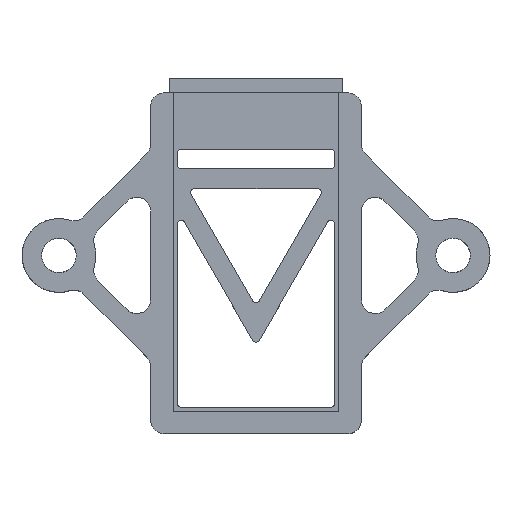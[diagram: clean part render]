
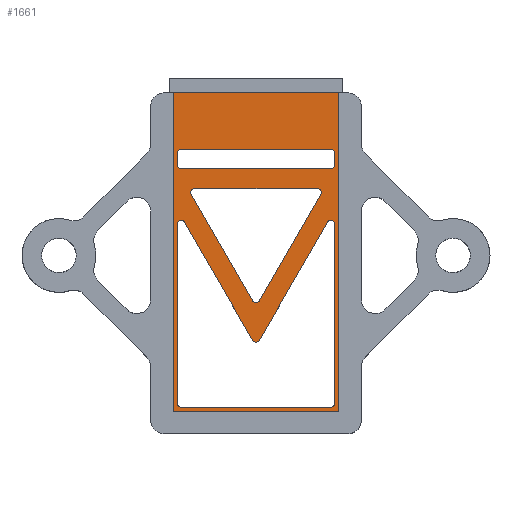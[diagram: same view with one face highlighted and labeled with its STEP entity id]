
A CAD part, top view. The second image highlights one B-rep face of the part: STEP entity #1661.
In plain terms, the highlighted planar face has unit normal (0, 0, 1).
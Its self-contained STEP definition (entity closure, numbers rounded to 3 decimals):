
#30=FACE_BOUND('',#283,.T.);
#31=FACE_BOUND('',#284,.T.);
#32=FACE_BOUND('',#285,.T.);
#105=PLANE('',#1828);
#187=FACE_OUTER_BOUND('',#282,.T.);
#282=EDGE_LOOP('',(#1477,#1478,#1479,#1480));
#283=EDGE_LOOP('',(#1481,#1482,#1483,#1484,#1485,#1486,#1487,#1488,#1489,
#1490));
#284=EDGE_LOOP('',(#1491,#1492,#1493,#1494,#1495,#1496));
#285=EDGE_LOOP('',(#1497,#1498,#1499,#1500,#1501,#1502,#1503,#1504));
#308=LINE('',#2372,#470);
#312=LINE('',#2385,#474);
#316=LINE('',#2397,#478);
#321=LINE('',#2412,#483);
#327=LINE('',#2427,#489);
#330=LINE('',#2439,#492);
#334=LINE('',#2451,#496);
#338=LINE('',#2463,#500);
#342=LINE('',#2475,#504);
#348=LINE('',#2490,#510);
#374=LINE('',#2602,#536);
#376=LINE('',#2608,#538);
#390=LINE('',#2650,#552);
#451=LINE('',#2803,#613);
#453=LINE('',#2807,#615);
#454=LINE('',#2809,#616);
#470=VECTOR('',#1872,10.);
#474=VECTOR('',#1884,10.);
#478=VECTOR('',#1896,10.);
#483=VECTOR('',#1909,10.);
#489=VECTOR('',#1923,10.);
#492=VECTOR('',#1934,10.);
#496=VECTOR('',#1946,10.);
#500=VECTOR('',#1958,10.);
#504=VECTOR('',#1970,10.);
#510=VECTOR('',#1984,10.);
#536=VECTOR('',#2080,10.);
#538=VECTOR('',#2088,10.);
#552=VECTOR('',#2134,10.);
#613=VECTOR('',#2301,10.);
#615=VECTOR('',#2305,10.);
#616=VECTOR('',#2308,10.);
#625=CIRCLE('',#1685,0.4);
#626=CIRCLE('',#1689,0.4);
#627=CIRCLE('',#1693,0.4);
#628=CIRCLE('',#1697,0.4);
#629=CIRCLE('',#1701,0.4);
#630=CIRCLE('',#1705,0.4);
#631=CIRCLE('',#1709,0.4);
#632=CIRCLE('',#1713,0.4);
#633=CIRCLE('',#1717,0.4);
#634=CIRCLE('',#1722,0.4);
#635=CIRCLE('',#1753,0.4);
#636=CIRCLE('',#1756,0.4);
#675=VERTEX_POINT('',#2369);
#676=VERTEX_POINT('',#2371);
#677=VERTEX_POINT('',#2375);
#678=VERTEX_POINT('',#2376);
#681=VERTEX_POINT('',#2384);
#683=VERTEX_POINT('',#2390);
#685=VERTEX_POINT('',#2396);
#687=VERTEX_POINT('',#2402);
#688=VERTEX_POINT('',#2403);
#691=VERTEX_POINT('',#2411);
#693=VERTEX_POINT('',#2417);
#694=VERTEX_POINT('',#2418);
#697=VERTEX_POINT('',#2429);
#698=VERTEX_POINT('',#2430);
#701=VERTEX_POINT('',#2438);
#703=VERTEX_POINT('',#2444);
#705=VERTEX_POINT('',#2450);
#707=VERTEX_POINT('',#2456);
#709=VERTEX_POINT('',#2462);
#711=VERTEX_POINT('',#2468);
#713=VERTEX_POINT('',#2474);
#715=VERTEX_POINT('',#2480);
#716=VERTEX_POINT('',#2481);
#720=VERTEX_POINT('',#2494);
#769=VERTEX_POINT('',#2598);
#770=VERTEX_POINT('',#2604);
#782=VERTEX_POINT('',#2649);
#822=VERTEX_POINT('',#2805);
#838=EDGE_CURVE('',#676,#675,#308,.T.);
#840=EDGE_CURVE('',#677,#678,#625,.T.);
#844=EDGE_CURVE('',#681,#678,#312,.T.);
#847=EDGE_CURVE('',#681,#683,#626,.T.);
#850=EDGE_CURVE('',#685,#683,#316,.T.);
#853=EDGE_CURVE('',#687,#688,#627,.T.);
#857=EDGE_CURVE('',#691,#688,#321,.T.);
#860=EDGE_CURVE('',#693,#694,#628,.T.);
#865=EDGE_CURVE('',#687,#694,#327,.T.);
#866=EDGE_CURVE('',#697,#698,#629,.T.);
#870=EDGE_CURVE('',#701,#698,#330,.T.);
#873=EDGE_CURVE('',#691,#703,#630,.T.);
#876=EDGE_CURVE('',#705,#703,#334,.T.);
#879=EDGE_CURVE('',#701,#707,#631,.T.);
#882=EDGE_CURVE('',#709,#707,#338,.T.);
#885=EDGE_CURVE('',#685,#711,#632,.T.);
#888=EDGE_CURVE('',#713,#711,#342,.T.);
#891=EDGE_CURVE('',#715,#716,#633,.T.);
#896=EDGE_CURVE('',#693,#716,#348,.T.);
#898=EDGE_CURVE('',#705,#720,#634,.T.);
#951=EDGE_CURVE('',#709,#769,#635,.T.);
#953=EDGE_CURVE('',#697,#769,#374,.T.);
#954=EDGE_CURVE('',#713,#770,#636,.T.);
#956=EDGE_CURVE('',#677,#770,#376,.T.);
#977=EDGE_CURVE('',#676,#782,#390,.T.);
#1057=EDGE_CURVE('',#715,#720,#451,.T.);
#1059=EDGE_CURVE('',#675,#822,#453,.F.);
#1060=EDGE_CURVE('',#822,#782,#454,.T.);
#1477=ORIENTED_EDGE('',*,*,#977,.F.);
#1478=ORIENTED_EDGE('',*,*,#838,.T.);
#1479=ORIENTED_EDGE('',*,*,#1059,.T.);
#1480=ORIENTED_EDGE('',*,*,#1060,.T.);
#1481=ORIENTED_EDGE('',*,*,#898,.F.);
#1482=ORIENTED_EDGE('',*,*,#876,.T.);
#1483=ORIENTED_EDGE('',*,*,#873,.F.);
#1484=ORIENTED_EDGE('',*,*,#857,.T.);
#1485=ORIENTED_EDGE('',*,*,#853,.F.);
#1486=ORIENTED_EDGE('',*,*,#865,.T.);
#1487=ORIENTED_EDGE('',*,*,#860,.F.);
#1488=ORIENTED_EDGE('',*,*,#896,.T.);
#1489=ORIENTED_EDGE('',*,*,#891,.F.);
#1490=ORIENTED_EDGE('',*,*,#1057,.T.);
#1491=ORIENTED_EDGE('',*,*,#882,.T.);
#1492=ORIENTED_EDGE('',*,*,#879,.F.);
#1493=ORIENTED_EDGE('',*,*,#870,.T.);
#1494=ORIENTED_EDGE('',*,*,#866,.F.);
#1495=ORIENTED_EDGE('',*,*,#953,.T.);
#1496=ORIENTED_EDGE('',*,*,#951,.F.);
#1497=ORIENTED_EDGE('',*,*,#888,.T.);
#1498=ORIENTED_EDGE('',*,*,#885,.F.);
#1499=ORIENTED_EDGE('',*,*,#850,.T.);
#1500=ORIENTED_EDGE('',*,*,#847,.F.);
#1501=ORIENTED_EDGE('',*,*,#844,.T.);
#1502=ORIENTED_EDGE('',*,*,#840,.F.);
#1503=ORIENTED_EDGE('',*,*,#956,.T.);
#1504=ORIENTED_EDGE('',*,*,#954,.F.);
#1661=ADVANCED_FACE('',(#187,#30,#31,#32),#105,.F.);
#1685=AXIS2_PLACEMENT_3D('',#2377,#1876,#1877);
#1689=AXIS2_PLACEMENT_3D('',#2391,#1889,#1890);
#1693=AXIS2_PLACEMENT_3D('',#2404,#1901,#1902);
#1697=AXIS2_PLACEMENT_3D('',#2419,#1914,#1915);
#1701=AXIS2_PLACEMENT_3D('',#2431,#1926,#1927);
#1705=AXIS2_PLACEMENT_3D('',#2445,#1939,#1940);
#1709=AXIS2_PLACEMENT_3D('',#2457,#1951,#1952);
#1713=AXIS2_PLACEMENT_3D('',#2469,#1963,#1964);
#1717=AXIS2_PLACEMENT_3D('',#2482,#1975,#1976);
#1722=AXIS2_PLACEMENT_3D('',#2495,#1989,#1990);
#1753=AXIS2_PLACEMENT_3D('',#2599,#2075,#2076);
#1756=AXIS2_PLACEMENT_3D('',#2605,#2083,#2084);
#1828=AXIS2_PLACEMENT_3D('',#2808,#2306,#2307);
#1872=DIRECTION('',(0.,-1.,0.));
#1876=DIRECTION('center_axis',(0.,0.,1.));
#1877=DIRECTION('ref_axis',(-0.707,-0.707,0.));
#1884=DIRECTION('',(-1.,0.,0.));
#1889=DIRECTION('center_axis',(0.,0.,1.));
#1890=DIRECTION('ref_axis',(0.707,-0.707,0.));
#1896=DIRECTION('',(0.,-1.,0.));
#1901=DIRECTION('center_axis',(0.,0.,1.));
#1902=DIRECTION('ref_axis',(0.707,-0.707,0.));
#1909=DIRECTION('',(0.,-1.,0.));
#1914=DIRECTION('center_axis',(0.,0.,1.));
#1915=DIRECTION('ref_axis',(-0.707,-0.707,0.));
#1923=DIRECTION('',(-1.,0.,0.));
#1926=DIRECTION('center_axis',(0.,0.,1.));
#1927=DIRECTION('ref_axis',(0.,-1.,0.));
#1934=DIRECTION('',(-0.5,-0.866,0.));
#1939=DIRECTION('center_axis',(0.,0.,1.));
#1940=DIRECTION('ref_axis',(0.259,0.966,0.));
#1946=DIRECTION('',(0.5,0.866,0.));
#1951=DIRECTION('center_axis',(0.,0.,1.));
#1952=DIRECTION('ref_axis',(0.866,0.5,0.));
#1958=DIRECTION('',(1.,0.,0.));
#1963=DIRECTION('center_axis',(0.,0.,1.));
#1964=DIRECTION('ref_axis',(0.707,0.707,0.));
#1970=DIRECTION('',(1.,0.,0.));
#1975=DIRECTION('center_axis',(0.,0.,1.));
#1976=DIRECTION('ref_axis',(-0.259,0.966,0.));
#1984=DIRECTION('',(0.,1.,0.));
#1989=DIRECTION('center_axis',(0.,0.,-1.));
#1990=DIRECTION('ref_axis',(0.,-1.,0.));
#2075=DIRECTION('center_axis',(0.,0.,1.));
#2076=DIRECTION('ref_axis',(-0.866,0.5,0.));
#2080=DIRECTION('',(-0.5,0.866,0.));
#2083=DIRECTION('center_axis',(0.,0.,1.));
#2084=DIRECTION('ref_axis',(-0.707,0.707,0.));
#2088=DIRECTION('',(0.,1.,0.));
#2134=DIRECTION('',(1.,0.,0.));
#2301=DIRECTION('',(0.5,-0.866,0.));
#2305=DIRECTION('',(-1.,0.,0.));
#2306=DIRECTION('center_axis',(0.,0.,-1.));
#2307=DIRECTION('ref_axis',(-1.,0.,0.));
#2308=DIRECTION('',(0.,1.,0.));
#2369=CARTESIAN_POINT('',(-0.3,-31.4,-0.3));
#2371=CARTESIAN_POINT('',(-0.3,1.7,-0.3));
#2372=CARTESIAN_POINT('',(-0.3,0.,-0.3));
#2375=CARTESIAN_POINT('',(1.,-5.6,-0.3));
#2376=CARTESIAN_POINT('',(1.4,-6.,-0.3));
#2377=CARTESIAN_POINT('Origin',(1.4,-5.6,-0.3));
#2384=CARTESIAN_POINT('',(16.6,-6.,-0.3));
#2385=CARTESIAN_POINT('',(17.65,-6.,-0.3));
#2390=CARTESIAN_POINT('',(17.,-5.6,-0.3));
#2391=CARTESIAN_POINT('Origin',(16.6,-5.6,-0.3));
#2396=CARTESIAN_POINT('',(17.,-4.4,-0.3));
#2397=CARTESIAN_POINT('',(17.,-2.,-0.3));
#2402=CARTESIAN_POINT('',(16.6,-30.2,-0.3));
#2403=CARTESIAN_POINT('',(17.,-29.8,-0.3));
#2404=CARTESIAN_POINT('Origin',(16.6,-29.8,-0.3));
#2411=CARTESIAN_POINT('',(17.,-11.636,-0.3));
#2412=CARTESIAN_POINT('',(17.,-5.072,-0.3));
#2417=CARTESIAN_POINT('',(1.,-29.8,-0.3));
#2418=CARTESIAN_POINT('',(1.4,-30.2,-0.3));
#2419=CARTESIAN_POINT('Origin',(1.4,-29.8,-0.3));
#2427=CARTESIAN_POINT('',(17.65,-30.2,-0.3));
#2429=CARTESIAN_POINT('',(8.654,-19.4,-0.3));
#2430=CARTESIAN_POINT('',(9.346,-19.4,-0.3));
#2431=CARTESIAN_POINT('Origin',(9.,-19.2,-0.3));
#2438=CARTESIAN_POINT('',(15.582,-8.6,-0.3));
#2439=CARTESIAN_POINT('',(17.957,-4.486,-0.3));
#2444=CARTESIAN_POINT('',(16.254,-11.436,-0.3));
#2445=CARTESIAN_POINT('Origin',(16.6,-11.636,-0.3));
#2450=CARTESIAN_POINT('',(9.346,-23.4,-0.3));
#2451=CARTESIAN_POINT('',(15.359,-12.986,-0.3));
#2456=CARTESIAN_POINT('',(15.235,-8.,-0.3));
#2457=CARTESIAN_POINT('Origin',(15.235,-8.4,-0.3));
#2462=CARTESIAN_POINT('',(2.765,-8.,-0.3));
#2463=CARTESIAN_POINT('',(10.186,-8.,-0.3));
#2468=CARTESIAN_POINT('',(16.6,-4.,-0.3));
#2469=CARTESIAN_POINT('Origin',(16.6,-4.4,-0.3));
#2474=CARTESIAN_POINT('',(1.4,-4.,-0.3));
#2475=CARTESIAN_POINT('',(9.65,-4.,-0.3));
#2480=CARTESIAN_POINT('',(1.746,-11.436,-0.3));
#2481=CARTESIAN_POINT('',(1.,-11.636,-0.3));
#2482=CARTESIAN_POINT('Origin',(1.4,-11.636,-0.3));
#2490=CARTESIAN_POINT('',(1.,-15.1,-0.3));
#2494=CARTESIAN_POINT('',(8.654,-23.4,-0.3));
#2495=CARTESIAN_POINT('Origin',(9.,-23.2,-0.3));
#2598=CARTESIAN_POINT('',(2.418,-8.6,-0.3));
#2599=CARTESIAN_POINT('Origin',(2.765,-8.4,-0.3));
#2602=CARTESIAN_POINT('',(5.832,-14.514,-0.3));
#2604=CARTESIAN_POINT('',(1.,-4.4,-0.3));
#2605=CARTESIAN_POINT('Origin',(1.4,-4.4,-0.3));
#2608=CARTESIAN_POINT('',(1.,-3.,-0.3));
#2649=CARTESIAN_POINT('',(18.3,1.7,-0.3));
#2650=CARTESIAN_POINT('',(8.3,1.7,-0.3));
#2803=CARTESIAN_POINT('',(0.966,-10.085,-0.3));
#2805=CARTESIAN_POINT('',(18.3,-31.4,-0.3));
#2807=CARTESIAN_POINT('',(4.35,-31.4,-0.3));
#2808=CARTESIAN_POINT('Origin',(18.3,0.,-0.3));
#2809=CARTESIAN_POINT('',(18.3,0.,-0.3));
